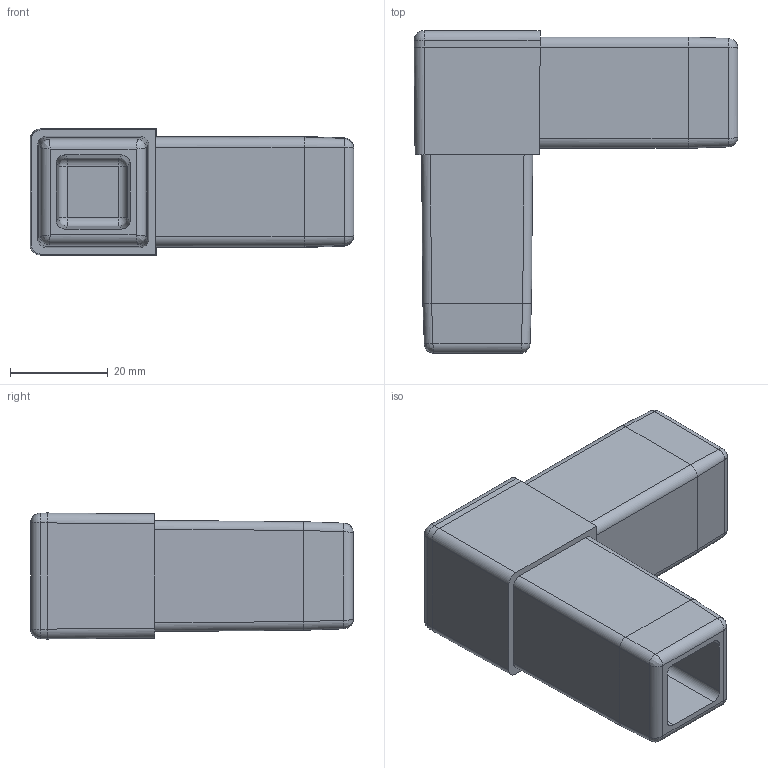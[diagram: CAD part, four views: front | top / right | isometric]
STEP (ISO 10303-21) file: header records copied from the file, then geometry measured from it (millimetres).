
FILE_DESCRIPTION(('STEP AP214'),'1');
FILE_NAME('Future 300 05.15.13.stp','2014-06-26T01:23:19',(' '),(' '),'Spatial InterOp 3D',' ',' ');
FILE_SCHEMA(('automotive_design'));
Length unit declared in the file: metre
Products named in the file (1): 1
Bounding box: 66.23 x 66.04 x 25.78 mm (x, y, z)
Volume: 34430.3 mm3; surface area: 16297.2 mm2
Topology: 1 solids, 1 shells, 103 faces, 248 edges, 136 vertices
Faces by surface type: cylinder 43, plane 38, bspline 12, sphere 10
Entity records: 5079 total; most frequent: CARTESIAN_POINT 2156, ORIENTED_EDGE 468, DIRECTION 378, EDGE_CURVE 234, VERTEX_POINT 136, AXIS2_PLACEMENT_3D 126, LINE 126, VECTOR 126
